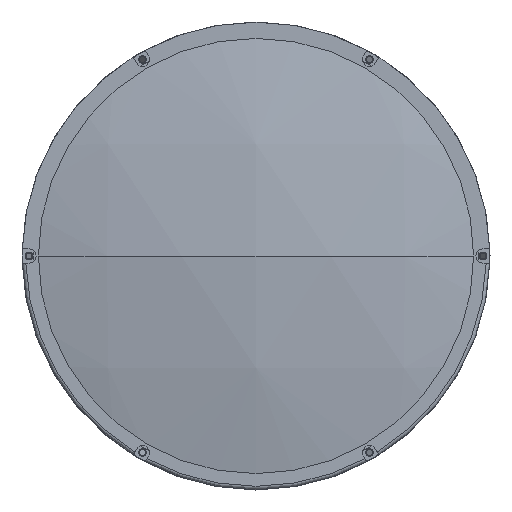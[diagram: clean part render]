
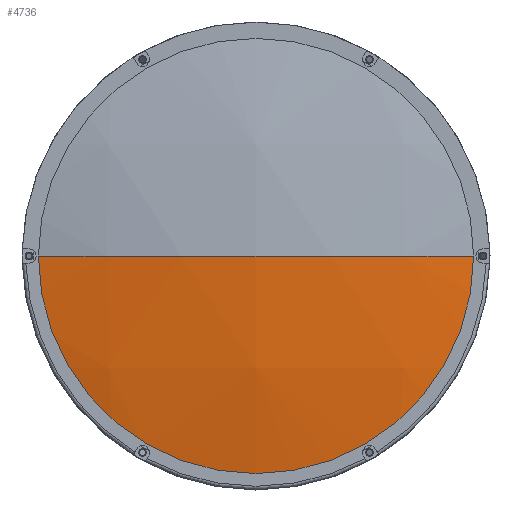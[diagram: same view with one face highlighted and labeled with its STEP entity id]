
A CAD part, left-side view. The second image highlights one B-rep face of the part: STEP entity #4736.
In plain terms, the highlighted spherical face has radius 434.72 mm.
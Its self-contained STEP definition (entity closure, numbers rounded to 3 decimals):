
#234 = DIRECTION ( 'NONE',  ( 0., 0., -1. ) ) ;
#545 = EDGE_LOOP ( 'NONE', ( #7479, #962, #3699 ) ) ;
#728 = AXIS2_PLACEMENT_3D ( 'NONE', #7316, #3501, #7951 ) ;
#962 = ORIENTED_EDGE ( 'NONE', *, *, #6402, .T. ) ;
#1119 = FACE_OUTER_BOUND ( 'NONE', #545, .T. ) ;
#1374 = EDGE_CURVE ( 'NONE', #3459, #2176, #1862, .T. ) ;
#1414 = DIRECTION ( 'NONE',  ( -1., 0., 0. ) ) ;
#1424 = SPHERICAL_SURFACE ( 'NONE', #5589, 434.72 ) ;
#1862 = CIRCLE ( 'NONE', #3300, 434.72 ) ;
#2176 = VERTEX_POINT ( 'NONE', #4182 ) ;
#2241 = DIRECTION ( 'NONE',  ( 0., 0., 1. ) ) ;
#2512 = EDGE_CURVE ( 'NONE', #3459, #7792, #8078, .T. ) ;
#2570 = CARTESIAN_POINT ( 'NONE',  ( -737.319, 95., 0. ) ) ;
#2656 = CIRCLE ( 'NONE', #728, 434.72 ) ;
#3300 = AXIS2_PLACEMENT_3D ( 'NONE', #6058, #2241, #6700 ) ;
#3459 = VERTEX_POINT ( 'NONE', #2570 ) ;
#3501 = DIRECTION ( 'NONE',  ( 0., 0., -1. ) ) ;
#3699 = ORIENTED_EDGE ( 'NONE', *, *, #1374, .F. ) ;
#4182 = CARTESIAN_POINT ( 'NONE',  ( -747.826, 0., 0. ) ) ;
#4665 = DIRECTION ( 'NONE',  ( 0., 1., 0. ) ) ;
#4736 = ADVANCED_FACE ( 'NONE', ( #1119 ), #1424, .T. ) ;
#4786 = CARTESIAN_POINT ( 'NONE',  ( -737.319, -95., 0. ) ) ;
#5204 = CARTESIAN_POINT ( 'NONE',  ( -737.319, 0., 0. ) ) ;
#5589 = AXIS2_PLACEMENT_3D ( 'NONE', #7175, #234, #4665 ) ;
#5847 = DIRECTION ( 'NONE',  ( 0., 0., 1. ) ) ;
#6058 = CARTESIAN_POINT ( 'NONE',  ( -313.106, 0., 0. ) ) ;
#6402 = EDGE_CURVE ( 'NONE', #7792, #2176, #2656, .T. ) ;
#6700 = DIRECTION ( 'NONE',  ( 0., -1., 0. ) ) ;
#7157 = AXIS2_PLACEMENT_3D ( 'NONE', #5204, #1414, #5847 ) ;
#7175 = CARTESIAN_POINT ( 'NONE',  ( -313.106, 0., 0. ) ) ;
#7316 = CARTESIAN_POINT ( 'NONE',  ( -313.106, 0., 0. ) ) ;
#7479 = ORIENTED_EDGE ( 'NONE', *, *, #2512, .T. ) ;
#7792 = VERTEX_POINT ( 'NONE', #4786 ) ;
#7951 = DIRECTION ( 'NONE',  ( 0., 1., 0. ) ) ;
#8078 = CIRCLE ( 'NONE', #7157, 95. ) ;
